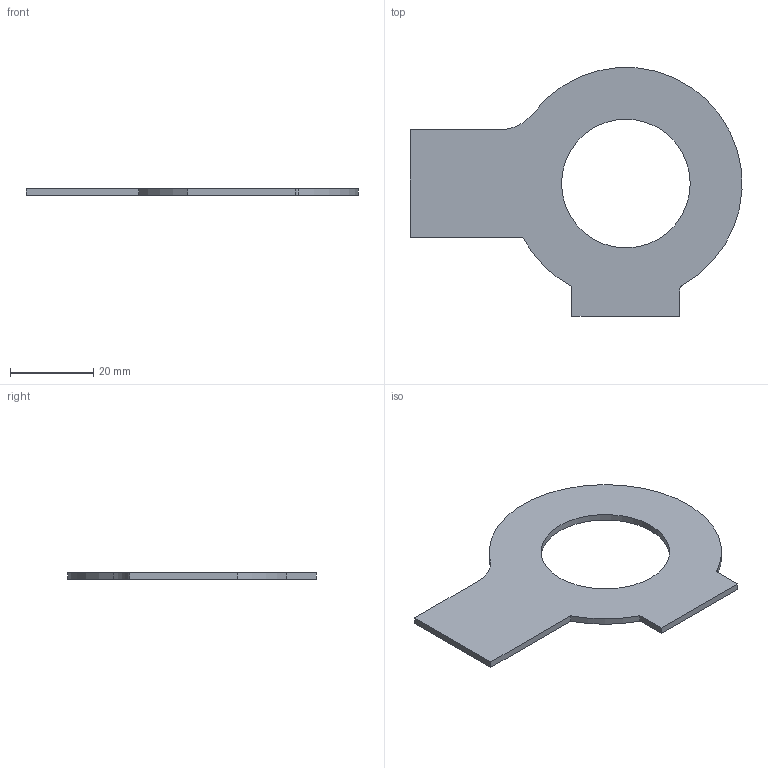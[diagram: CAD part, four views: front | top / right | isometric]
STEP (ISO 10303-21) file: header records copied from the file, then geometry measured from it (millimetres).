
FILE_DESCRIPTION(('FreeCAD Model'),'2;1');
FILE_NAME('DIN463_M30TabWasher.step', '2015-09-08T20:50:41',('Author'),(''), 'Open CASCADE STEP processor 6.8','FreeCAD','Unknown');
FILE_SCHEMA(('AUTOMOTIVE_DESIGN_CC2 { 1 2 10303 214 -1 1 5 4 }'));
Length unit declared in the file: millimetre
Products named in the file (1): Fillet001
Bounding box: 79.96 x 59.92 x 1.6 mm (x, y, z)
Volume: 3991.5 mm3; surface area: 5531.7 mm2
Topology: 1 solids, 1 shells, 13 faces, 33 edges, 22 vertices
Faces by surface type: plane 8, cylinder 5
Full cylindrical faces by diameter (mm): 31 x1
Entity records: 851 total; most frequent: DIRECTION 137, CARTESIAN_POINT 135, LINE 79, VECTOR 79, ORIENTED_EDGE 66, PCURVE 66, DEFINITIONAL_REPRESENTATION 66, EDGE_CURVE 33
